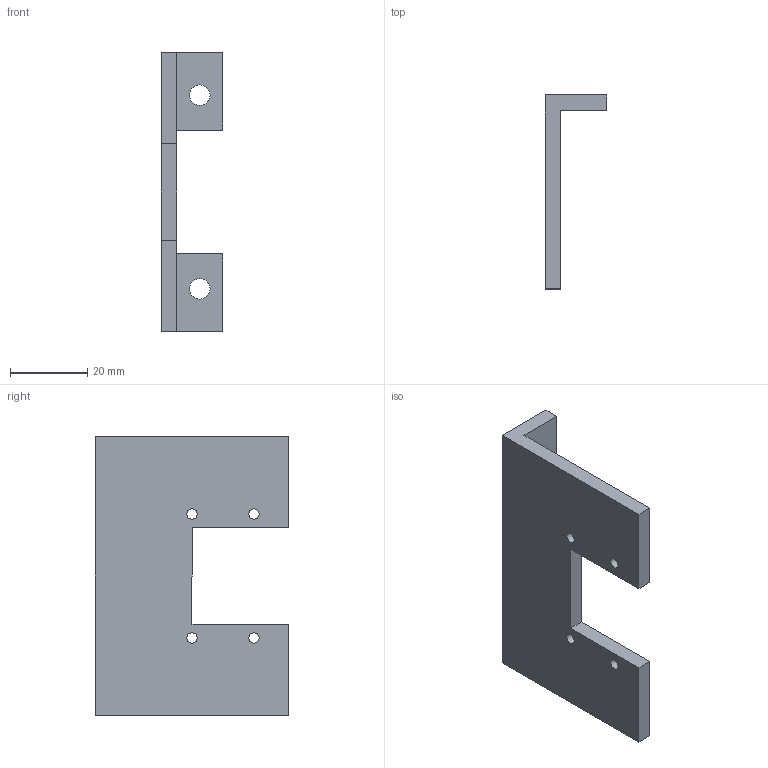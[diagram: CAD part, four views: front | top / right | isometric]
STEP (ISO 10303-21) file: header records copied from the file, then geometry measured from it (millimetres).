
FILE_DESCRIPTION (( 'STEP AP214' ), '1' );
FILE_NAME ('BRAS-USI-002A-equerre.STEP', '2023-09-22T06:04:46', ( '' ), ( '' ), 'SwSTEP 2.0', 'SolidWorks 2021', '' );
FILE_SCHEMA (( 'AUTOMOTIVE_DESIGN' ));
Length unit declared in the file: millimetre
Products named in the file (1): BRAS-USI-002A-equerre
Bounding box: 16 x 50 x 72 mm (x, y, z)
Volume: 13551.9 mm3; surface area: 8412.9 mm2
Topology: 1 solids, 1 shells, 22 faces, 62 edges, 42 vertices
Faces by surface type: plane 16, cylinder 6
Full cylindrical faces by diameter (mm): 2.7 x4, 5.3 x2
Entity records: 746 total; most frequent: CARTESIAN_POINT 117, DIRECTION 112, ORIENTED_EDGE 108, EDGE_CURVE 54, LINE 42, VECTOR 42, EDGE_LOOP 40, VERTEX_POINT 40
